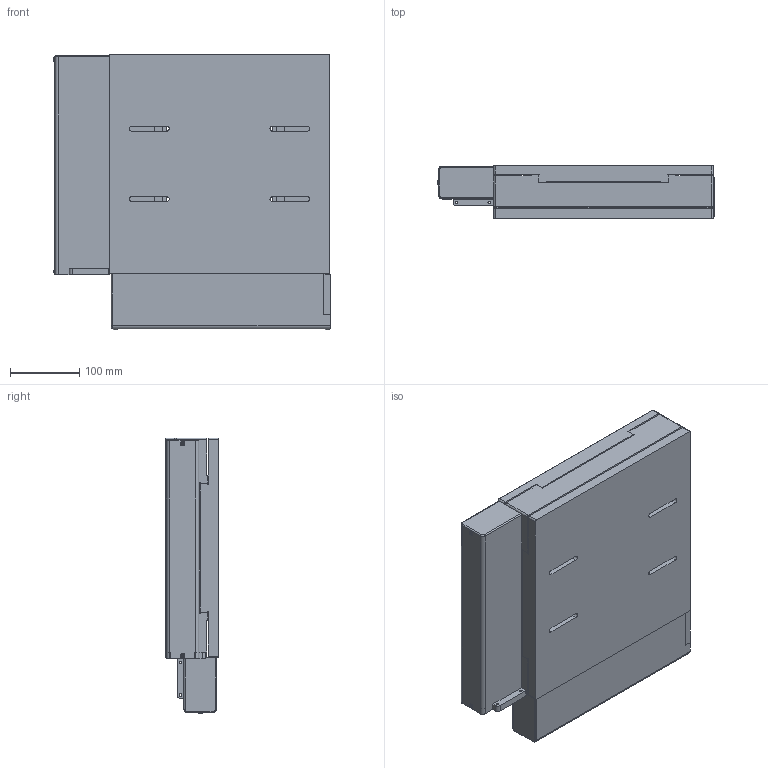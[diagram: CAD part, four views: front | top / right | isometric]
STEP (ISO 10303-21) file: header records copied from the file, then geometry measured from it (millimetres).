
FILE_DESCRIPTION (( 'STEP AP203' ), '1' );
FILE_NAME ('1199-6-6.STEP', '2020-09-11T17:44:22', ( '' ), ( '' ), 'SwSTEP 2.0', 'SolidWorks 2019', '' );
FILE_SCHEMA (( 'CONFIG_CONTROL_DESIGN' ));
Length unit declared in the file: inch
Products named in the file (4): 1199-6-6--MID; 1199-6-6--TOP; 1199-6-6; 1199-6-6--BASE
Assembly tree (3 placements, depth 2):
  1199-6-6
    1199-6-6--BASE
    1199-6-6--MID
    1199-6-6--TOP
Bounding box: 400.34 x 76.13 x 398.75 mm (x, y, z)
Volume: 8120496.7 mm3; surface area: 796288.6 mm2
Topology: 3 solids, 3 shells, 410 faces, 1051 edges, 679 vertices
Faces by surface type: plane 250, cylinder 106, cone 42, sphere 8, torus 4
Full cylindrical faces by diameter (mm): 3.454 x8, 5.105 x12, 6.35 x4, 6.655 x4, 13.716 x4, 14.287 x1, 14.288 x3, 30.48 x2, 47.625 x2
Entity records: 12078 total; most frequent: DIRECTION 2040, CARTESIAN_POINT 1990, ORIENTED_EDGE 1868, EDGE_CURVE 934, AXIS2_PLACEMENT_3D 690, VECTOR 660, LINE 660, VERTEX_POINT 640
